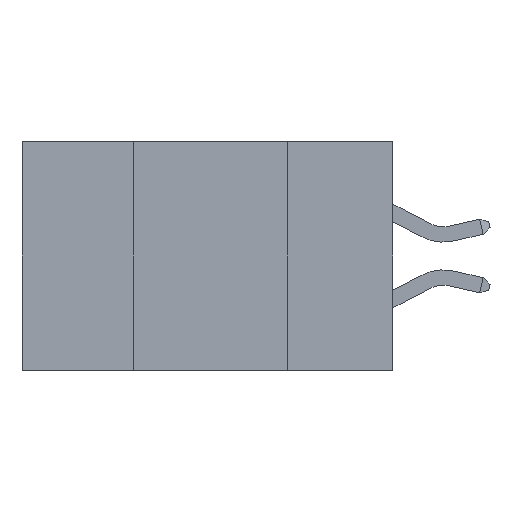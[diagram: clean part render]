
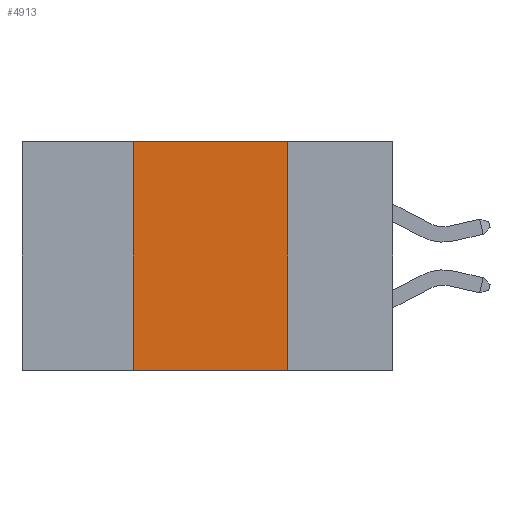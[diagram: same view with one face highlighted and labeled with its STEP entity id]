
A CAD part, left-side view. The second image highlights one B-rep face of the part: STEP entity #4913.
In plain terms, the highlighted planar face has unit normal (-1, 0, 0).
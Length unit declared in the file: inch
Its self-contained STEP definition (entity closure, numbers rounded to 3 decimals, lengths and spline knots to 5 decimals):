
#451 = LINE ( 'NONE', #4610, #11032 ) ;
#2263 = PLANE ( 'NONE',  #15987 ) ;
#2884 = CARTESIAN_POINT ( 'NONE',  ( 0., 0.17, -0.37 ) ) ;
#2911 = VERTEX_POINT ( 'NONE', #11073 ) ;
#3586 = VERTEX_POINT ( 'NONE', #3955 ) ;
#3698 = EDGE_CURVE ( 'NONE', #2911, #10394, #16235, .T. ) ;
#3955 = CARTESIAN_POINT ( 'NONE',  ( 0., 0.42, 0. ) ) ;
#4193 = EDGE_CURVE ( 'NONE', #3586, #2911, #15784, .T. ) ;
#4329 = VECTOR ( 'NONE', #9659, 39.37008 ) ;
#4610 = CARTESIAN_POINT ( 'NONE',  ( 0., 0.6, -0.37 ) ) ;
#4789 = VECTOR ( 'NONE', #11742, 39.37008 ) ;
#4913 = ADVANCED_FACE ( 'NONE', ( #6106 ), #2263, .F. ) ;
#5687 = CARTESIAN_POINT ( 'NONE',  ( 0., 0.42, 0. ) ) ;
#5943 = CARTESIAN_POINT ( 'NONE',  ( 0., 0.6, 0. ) ) ;
#6106 = FACE_OUTER_BOUND ( 'NONE', #6636, .T. ) ;
#6215 = EDGE_CURVE ( 'NONE', #7624, #3586, #11724, .T. ) ;
#6429 = EDGE_CURVE ( 'NONE', #7624, #10394, #451, .T. ) ;
#6636 = EDGE_LOOP ( 'NONE', ( #16912, #14778, #10084, #14322 ) ) ;
#7624 = VERTEX_POINT ( 'NONE', #8631 ) ;
#8631 = CARTESIAN_POINT ( 'NONE',  ( 0., 0.42, -0.37 ) ) ;
#9659 = DIRECTION ( 'NONE',  ( 0., -1., 0. ) ) ;
#10084 = ORIENTED_EDGE ( 'NONE', *, *, #6215, .F. ) ;
#10394 = VERTEX_POINT ( 'NONE', #2884 ) ;
#10818 = VECTOR ( 'NONE', #15680, 39.37008 ) ;
#11032 = VECTOR ( 'NONE', #13381, 39.37008 ) ;
#11073 = CARTESIAN_POINT ( 'NONE',  ( 0., 0.17, 0. ) ) ;
#11724 = LINE ( 'NONE', #5687, #10818 ) ;
#11742 = DIRECTION ( 'NONE',  ( 0., 0., -1. ) ) ;
#12161 = DIRECTION ( 'NONE',  ( 1., 0., 0. ) ) ;
#12215 = DIRECTION ( 'NONE',  ( 0., 0., -1. ) ) ;
#13381 = DIRECTION ( 'NONE',  ( 0., -1., 0. ) ) ;
#14322 = ORIENTED_EDGE ( 'NONE', *, *, #6429, .T. ) ;
#14778 = ORIENTED_EDGE ( 'NONE', *, *, #4193, .F. ) ;
#15680 = DIRECTION ( 'NONE',  ( 0., 0., 1. ) ) ;
#15784 = LINE ( 'NONE', #16639, #4329 ) ;
#15987 = AXIS2_PLACEMENT_3D ( 'NONE', #5943, #12161, #12215 ) ;
#16235 = LINE ( 'NONE', #17395, #4789 ) ;
#16639 = CARTESIAN_POINT ( 'NONE',  ( 0., 0.6, 0. ) ) ;
#16912 = ORIENTED_EDGE ( 'NONE', *, *, #3698, .F. ) ;
#17395 = CARTESIAN_POINT ( 'NONE',  ( 0., 0.17, 0. ) ) ;
